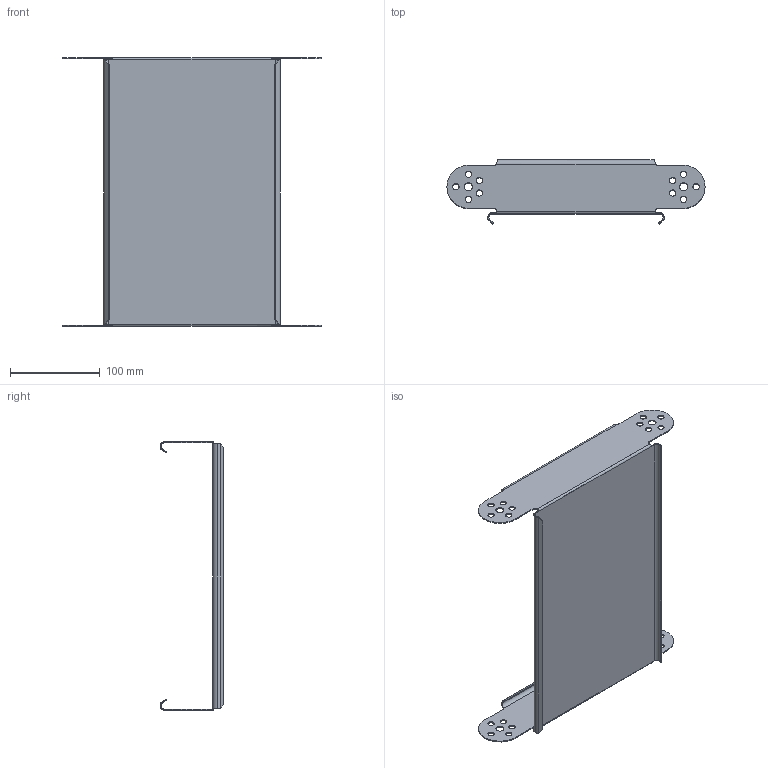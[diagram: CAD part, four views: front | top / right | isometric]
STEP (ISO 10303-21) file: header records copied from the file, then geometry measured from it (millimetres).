
FILE_DESCRIPTION((''),'2;1');
FILE_NAME('7005369','2012-10-27T',('AndreasKeweloh'),(''),'PRO/ENGINEER BY PARAMETRIC TECHNOLOGY CORPORATION, 2012230','PRO/ENGINEER BY PARAMETRIC TECHNOLOGY CORPORATION, 2012230','');
FILE_SCHEMA(('CONFIG_CONTROL_DESIGN'));
Length unit declared in the file: millimetre
Products named in the file (1): 7005369
Bounding box: 288 x 71.25 x 300 mm (x, y, z)
Volume: 123160.4 mm3; surface area: 199781.8 mm2
Topology: 1 solids, 1 shells, 140 faces, 370 edges, 232 vertices
Faces by surface type: cylinder 82, plane 46, bspline 12
Entity records: 5168 total; most frequent: CARTESIAN_POINT 1526, DIRECTION 754, ORIENTED_EDGE 740, EDGE_CURVE 370, AXIS2_PLACEMENT_3D 280, VERTEX_POINT 232, VECTOR 194, LINE 194
